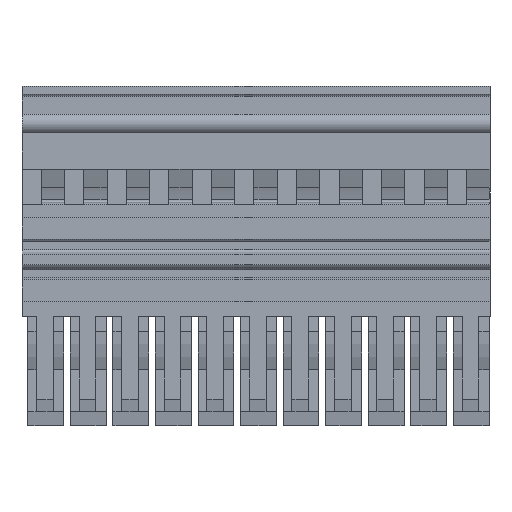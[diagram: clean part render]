
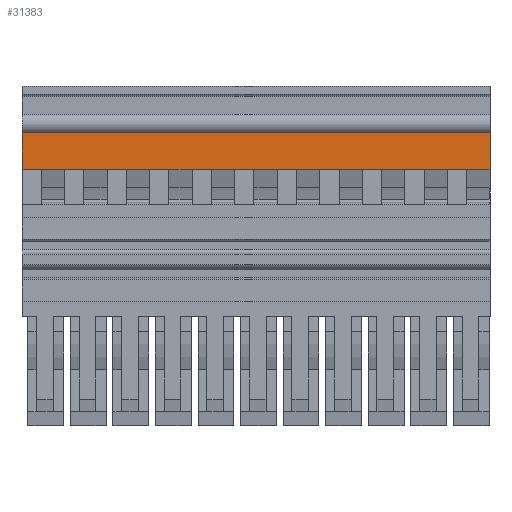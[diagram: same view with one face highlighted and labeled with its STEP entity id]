
A CAD part, front view. The second image highlights one B-rep face of the part: STEP entity #31383.
In plain terms, the highlighted planar face has unit normal (0, -1, 0).
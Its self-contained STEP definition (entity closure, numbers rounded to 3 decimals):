
#31175=AXIS2_PLACEMENT_3D('Plane Axis2P3D',#31172,#31173,#31174) ;
#755=CARTESIAN_POINT('Vertex',(0.,0.6,30.772)) ;
#758=CARTESIAN_POINT('Line Origine',(0.,0.6,32.963)) ;
#762=CARTESIAN_POINT('Vertex',(0.,0.6,35.155)) ;
#31172=CARTESIAN_POINT('Axis2P3D Location',(76.5,0.6,14.7)) ;
#31282=CARTESIAN_POINT('Line Origine',(28.05,0.6,30.772)) ;
#31286=CARTESIAN_POINT('Vertex',(56.1,0.6,30.772)) ;
#31365=CARTESIAN_POINT('Line Origine',(56.1,0.6,32.963)) ;
#31369=CARTESIAN_POINT('Vertex',(56.1,0.6,35.155)) ;
#31372=CARTESIAN_POINT('Line Origine',(28.05,0.6,35.155)) ;
#759=DIRECTION('Vector Direction',(0.,0.,1.)) ;
#31173=DIRECTION('Axis2P3D Direction',(0.,1.,0.)) ;
#31174=DIRECTION('Axis2P3D XDirection',(0.,0.,1.)) ;
#31283=DIRECTION('Vector Direction',(-1.,0.,0.)) ;
#31366=DIRECTION('Vector Direction',(0.,0.,1.)) ;
#31373=DIRECTION('Vector Direction',(-1.,0.,0.)) ;
#760=VECTOR('Line Direction',#759,1.) ;
#31284=VECTOR('Line Direction',#31283,1.) ;
#31367=VECTOR('Line Direction',#31366,1.) ;
#31374=VECTOR('Line Direction',#31373,1.) ;
#31378=ORIENTED_EDGE('',*,*,#31371,.T.) ;
#31379=ORIENTED_EDGE('',*,*,#31376,.T.) ;
#31380=ORIENTED_EDGE('',*,*,#764,.T.) ;
#31381=ORIENTED_EDGE('',*,*,#31288,.F.) ;
#31383=ADVANCED_FACE('V1',(#31382),#31176,.F.) ;
#764=EDGE_CURVE('',#763,#756,#761,.F.) ;
#31288=EDGE_CURVE('',#31287,#756,#31285,.T.) ;
#31371=EDGE_CURVE('',#31287,#31370,#31368,.T.) ;
#31376=EDGE_CURVE('',#31370,#763,#31375,.T.) ;
#31377=EDGE_LOOP('',(#31378,#31379,#31380,#31381)) ;
#31382=FACE_OUTER_BOUND('',#31377,.T.) ;
#761=LINE('Line',#758,#760) ;
#31285=LINE('Line',#31282,#31284) ;
#31368=LINE('Line',#31365,#31367) ;
#31375=LINE('Line',#31372,#31374) ;
#31176=PLANE('',#31175) ;
#756=VERTEX_POINT('',#755) ;
#763=VERTEX_POINT('',#762) ;
#31287=VERTEX_POINT('',#31286) ;
#31370=VERTEX_POINT('',#31369) ;
